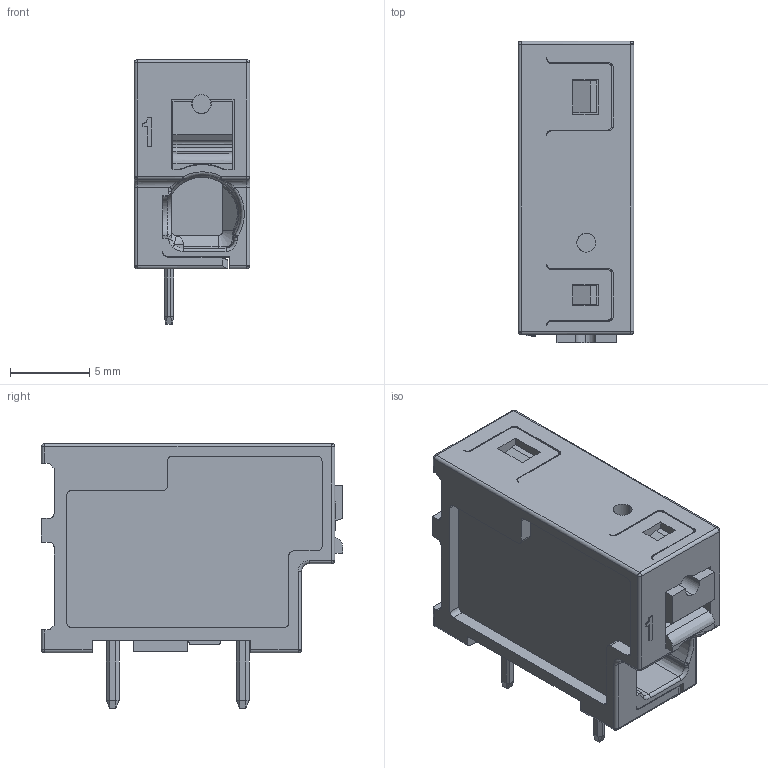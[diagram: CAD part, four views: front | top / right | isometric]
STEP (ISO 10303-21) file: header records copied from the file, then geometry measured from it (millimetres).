
FILE_DESCRIPTION(('CATIA V5 STEP Exchange','CAx-IF Rec.Pracs.--- Model Styling and Organization---1.5--- 2016-08-15','CAx-IF Rec.Pracs.---Supplemental Geometry---1.0---2011-11-01','CAx-IF Rec.Pracs.--- Composite Materials ---1.1---2010-07-15'),'2;1');
FILE_NAME ('2083171-2_0', '2025-08-27T11:30:15+00:00', ('none'), ('Weidmueller'), 'CATIA Version 5-6 Release 2024 SP4', 'CATIA V5 STEP AP214 v3', 'none');
FILE_SCHEMA(('AUTOMOTIVE_DESIGN { 1 0 10303 214 1 1 1 1 }'));
Length unit declared in the file: millimetre
Products named in the file (1): 3096000000
Bounding box: 7.3 x 19 x 16.7 mm (x, y, z)
Volume: 1285.4 mm3; surface area: 1492.7 mm2
Topology: 1 solids, 3 shells, 727 faces, 1959 edges, 1250 vertices
Faces by surface type: plane 444, cylinder 115, bspline 72, extrusion 53, sphere 29, torus 9, cone 5
Entity records: 23962 total; most frequent: CARTESIAN_POINT 7546, ORIENTED_EDGE 3862, DIRECTION 2434, EDGE_CURVE 1931, VECTOR 1378, LINE 1325, VERTEX_POINT 1250, EDGE_LOOP 777
